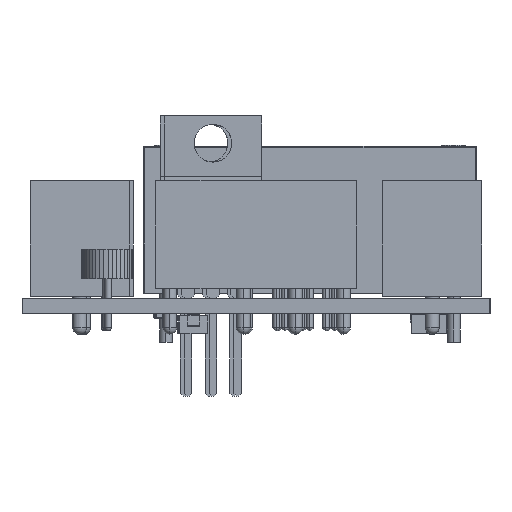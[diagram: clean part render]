
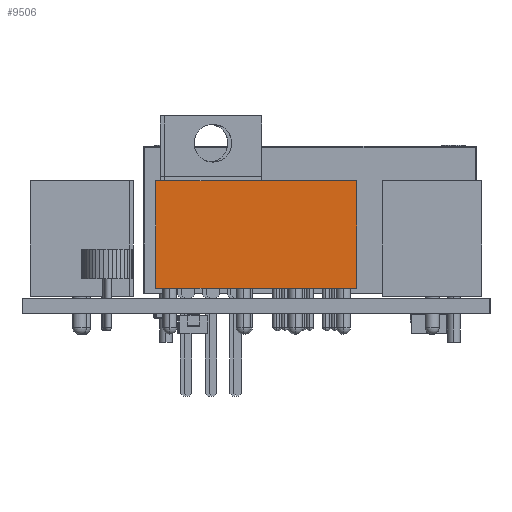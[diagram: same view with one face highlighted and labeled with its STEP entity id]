
A CAD part, left-side view. The second image highlights one B-rep face of the part: STEP entity #9506.
In plain terms, the highlighted face is planar.
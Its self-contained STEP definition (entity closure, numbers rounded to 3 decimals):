
#9481 = VERTEX_POINT('',#9482);
#9482 = CARTESIAN_POINT('',(-1.43,-9.525,12.));
#9488 = EDGE_CURVE('',#9489,#9481,#9491,.T.);
#9489 = VERTEX_POINT('',#9490);
#9490 = CARTESIAN_POINT('',(-1.43,-9.525,1.));
#9491 = LINE('',#9492,#9493);
#9492 = CARTESIAN_POINT('',(-1.43,-9.525,1.));
#9493 = VECTOR('',#9494,1.);
#9494 = DIRECTION('',(0.,0.,1.));
#9506 = ADVANCED_FACE('',(#9507),#9532,.F.);
#9507 = FACE_BOUND('',#9508,.F.);
#9508 = EDGE_LOOP('',(#9509,#9510,#9518,#9526));
#9509 = ORIENTED_EDGE('',*,*,#9488,.T.);
#9510 = ORIENTED_EDGE('',*,*,#9511,.T.);
#9511 = EDGE_CURVE('',#9481,#9512,#9514,.T.);
#9512 = VERTEX_POINT('',#9513);
#9513 = CARTESIAN_POINT('',(19.07,-9.525,12.));
#9514 = LINE('',#9515,#9516);
#9515 = CARTESIAN_POINT('',(-1.43,-9.525,12.));
#9516 = VECTOR('',#9517,1.);
#9517 = DIRECTION('',(1.,0.,0.));
#9518 = ORIENTED_EDGE('',*,*,#9519,.F.);
#9519 = EDGE_CURVE('',#9520,#9512,#9522,.T.);
#9520 = VERTEX_POINT('',#9521);
#9521 = CARTESIAN_POINT('',(19.07,-9.525,1.));
#9522 = LINE('',#9523,#9524);
#9523 = CARTESIAN_POINT('',(19.07,-9.525,1.));
#9524 = VECTOR('',#9525,1.);
#9525 = DIRECTION('',(0.,0.,1.));
#9526 = ORIENTED_EDGE('',*,*,#9527,.F.);
#9527 = EDGE_CURVE('',#9489,#9520,#9528,.T.);
#9528 = LINE('',#9529,#9530);
#9529 = CARTESIAN_POINT('',(-1.43,-9.525,1.));
#9530 = VECTOR('',#9531,1.);
#9531 = DIRECTION('',(1.,0.,0.));
#9532 = PLANE('',#9533);
#9533 = AXIS2_PLACEMENT_3D('',#9534,#9535,#9536);
#9534 = CARTESIAN_POINT('',(-1.43,-9.525,1.));
#9535 = DIRECTION('',(0.,1.,0.));
#9536 = DIRECTION('',(1.,0.,0.));
